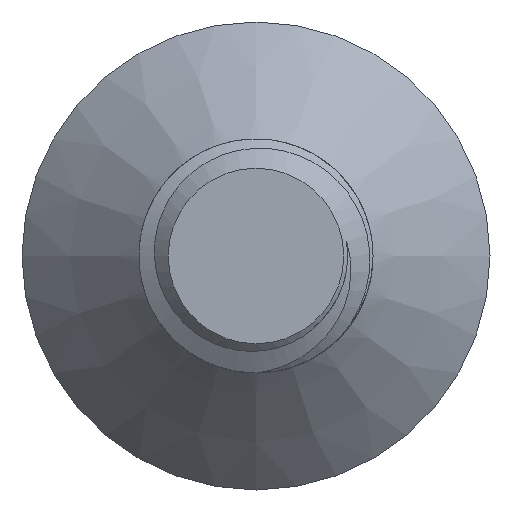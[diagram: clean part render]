
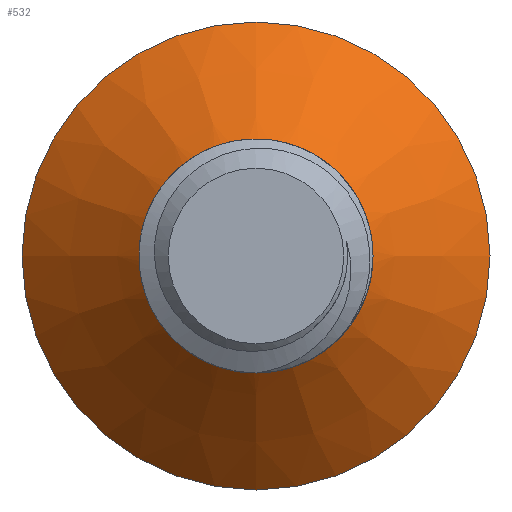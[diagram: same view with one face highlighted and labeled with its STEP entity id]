
A CAD part, left-side view. The second image highlights one B-rep face of the part: STEP entity #532.
In plain terms, the highlighted conical face has half-angle 45 degrees and reference radius 3 mm.
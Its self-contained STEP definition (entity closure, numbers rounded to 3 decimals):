
#38=CONICAL_SURFACE('',#584,3.,0.785);
#58=FACE_OUTER_BOUND('',#92,.T.);
#92=EDGE_LOOP('',(#394,#395,#396,#397,#398,#399,#400,#401));
#114=CIRCLE('',#569,3.);
#117=CIRCLE('',#585,6.);
#118=CIRCLE('',#586,2.35);
#151=B_SPLINE_CURVE_WITH_KNOTS('',3,(#1585,#1586,#1587,#1588,#1589,#1590,
#1591,#1592,#1593,#1594,#1595,#1596,#1597,#1598,#1599,#1600,#1601,#1602,
#1603,#1604,#1605,#1606,#1607,#1608),.UNSPECIFIED.,.F.,.F.,(4,2,2,2,2,2,
2,2,2,2,2,4),(0.387,0.399,0.432,0.47,
0.511,0.558,0.609,0.665,
0.726,0.755,0.801,0.846),
 .UNSPECIFIED.);
#152=B_SPLINE_CURVE_WITH_KNOTS('',3,(#1610,#1611,#1612,#1613,#1614,#1615,
#1616,#1617,#1618,#1619,#1620,#1621,#1622,#1623),.UNSPECIFIED.,.F.,.F.,
(4,2,2,2,2,2,4),(0.,0.083,0.149,
0.217,0.252,0.306,0.356),
 .UNSPECIFIED.);
#153=B_SPLINE_CURVE_WITH_KNOTS('',3,(#1626,#1627,#1628,#1629,#1630,#1631,
#1632,#1633,#1634,#1635,#1636,#1637,#1638,#1639,#1640,#1641,#1642,#1643,
#1644,#1645),.UNSPECIFIED.,.F.,.F.,(4,2,2,2,2,2,2,2,2,4),(0.,
0.055,0.102,0.165,0.225,
0.275,0.314,0.352,0.383,
0.387),.UNSPECIFIED.);
#173=LINE('',#1584,#200);
#200=VECTOR('',#666,3.);
#217=VERTEX_POINT('',#743);
#218=VERTEX_POINT('',#756);
#245=VERTEX_POINT('',#1581);
#246=VERTEX_POINT('',#1583);
#247=VERTEX_POINT('',#1609);
#248=VERTEX_POINT('',#1624);
#266=EDGE_CURVE('',#218,#217,#114,.T.);
#304=EDGE_CURVE('',#245,#245,#117,.T.);
#305=EDGE_CURVE('',#245,#246,#173,.T.);
#306=EDGE_CURVE('',#246,#218,#151,.T.);
#307=EDGE_CURVE('',#217,#247,#152,.T.);
#308=EDGE_CURVE('',#247,#248,#118,.T.);
#309=EDGE_CURVE('',#248,#246,#153,.T.);
#394=ORIENTED_EDGE('',*,*,#304,.F.);
#395=ORIENTED_EDGE('',*,*,#305,.T.);
#396=ORIENTED_EDGE('',*,*,#306,.T.);
#397=ORIENTED_EDGE('',*,*,#266,.T.);
#398=ORIENTED_EDGE('',*,*,#307,.T.);
#399=ORIENTED_EDGE('',*,*,#308,.T.);
#400=ORIENTED_EDGE('',*,*,#309,.T.);
#401=ORIENTED_EDGE('',*,*,#305,.F.);
#532=ADVANCED_FACE('',(#58),#38,.T.);
#569=AXIS2_PLACEMENT_3D('',#757,#621,#622);
#584=AXIS2_PLACEMENT_3D('',#1580,#662,#663);
#585=AXIS2_PLACEMENT_3D('',#1582,#664,#665);
#586=AXIS2_PLACEMENT_3D('',#1625,#667,#668);
#621=DIRECTION('center_axis',(0.,0.,1.));
#622=DIRECTION('ref_axis',(0.,-1.,0.));
#662=DIRECTION('center_axis',(0.,0.,1.));
#663=DIRECTION('ref_axis',(0.,-1.,0.));
#664=DIRECTION('center_axis',(0.,0.,1.));
#665=DIRECTION('ref_axis',(0.,-1.,0.));
#666=DIRECTION('',(0.,-0.707,-0.707));
#667=DIRECTION('center_axis',(0.,0.,1.));
#668=DIRECTION('ref_axis',(1.,0.,0.));
#743=CARTESIAN_POINT('',(2.851,-0.933,-3.3));
#756=CARTESIAN_POINT('',(1.357,-2.676,-3.3));
#757=CARTESIAN_POINT('Origin',(0.,0.,-3.3));
#1580=CARTESIAN_POINT('Origin',(0.,0.,-3.3));
#1581=CARTESIAN_POINT('',(0.,6.,-0.3));
#1582=CARTESIAN_POINT('Origin',(0.,0.,-0.3));
#1583=CARTESIAN_POINT('',(0.,2.635,-3.665));
#1584=CARTESIAN_POINT('',(0.,3.,-3.3));
#1585=CARTESIAN_POINT('Ctrl Pts',(0.,2.635,
-3.665));
#1586=CARTESIAN_POINT('Ctrl Pts',(-0.128,2.64,-3.66));
#1587=CARTESIAN_POINT('Ctrl Pts',(-0.256,2.636,-3.655));
#1588=CARTESIAN_POINT('Ctrl Pts',(-0.724,2.585,-3.637));
#1589=CARTESIAN_POINT('Ctrl Pts',(-1.055,2.483,-3.624));
#1590=CARTESIAN_POINT('Ctrl Pts',(-1.703,2.136,-3.596));
#1591=CARTESIAN_POINT('Ctrl Pts',(-1.974,1.894,-3.584));
#1592=CARTESIAN_POINT('Ctrl Pts',(-2.4,1.371,-3.559));
#1593=CARTESIAN_POINT('Ctrl Pts',(-2.568,1.057,-3.545));
#1594=CARTESIAN_POINT('Ctrl Pts',(-2.791,0.338,-3.517));
#1595=CARTESIAN_POINT('Ctrl Pts',(-2.815,-0.034,
-3.505));
#1596=CARTESIAN_POINT('Ctrl Pts',(-2.748,-0.729,
-3.48));
#1597=CARTESIAN_POINT('Ctrl Pts',(-2.644,-1.079,-3.467));
#1598=CARTESIAN_POINT('Ctrl Pts',(-2.29,-1.762,-3.439));
#1599=CARTESIAN_POINT('Ctrl Pts',(-2.041,-2.053,-3.427));
#1600=CARTESIAN_POINT('Ctrl Pts',(-1.487,-2.515,-3.402));
#1601=CARTESIAN_POINT('Ctrl Pts',(-1.159,-2.697,-3.388));
#1602=CARTESIAN_POINT('Ctrl Pts',(-0.632,-2.868,
-3.369));
#1603=CARTESIAN_POINT('Ctrl Pts',(-0.453,-2.908,
-3.363));
#1604=CARTESIAN_POINT('Ctrl Pts',(0.01,-2.967,
-3.347));
#1605=CARTESIAN_POINT('Ctrl Pts',(0.296,-2.961,-3.338));
#1606=CARTESIAN_POINT('Ctrl Pts',(0.845,-2.872,-3.319));
#1607=CARTESIAN_POINT('Ctrl Pts',(1.108,-2.791,-3.309));
#1608=CARTESIAN_POINT('Ctrl Pts',(1.357,-2.676,-3.3));
#1609=CARTESIAN_POINT('',(-1.057,-2.099,-3.95));
#1610=CARTESIAN_POINT('Ctrl Pts',(2.851,-0.933,-3.3));
#1611=CARTESIAN_POINT('Ctrl Pts',(2.734,-1.18,-3.335));
#1612=CARTESIAN_POINT('Ctrl Pts',(2.582,-1.409,-3.371));
#1613=CARTESIAN_POINT('Ctrl Pts',(2.257,-1.779,-3.435));
#1614=CARTESIAN_POINT('Ctrl Pts',(2.05,-1.978,-3.47));
#1615=CARTESIAN_POINT('Ctrl Pts',(1.495,-2.325,-3.556));
#1616=CARTESIAN_POINT('Ctrl Pts',(1.185,-2.446,-3.602));
#1617=CARTESIAN_POINT('Ctrl Pts',(0.691,-2.539,-3.674));
#1618=CARTESIAN_POINT('Ctrl Pts',(0.517,-2.554,-3.699));
#1619=CARTESIAN_POINT('Ctrl Pts',(0.078,-2.55,
-3.762));
#1620=CARTESIAN_POINT('Ctrl Pts',(-0.177,-2.51,-3.797));
#1621=CARTESIAN_POINT('Ctrl Pts',(-0.65,-2.35,-3.873));
#1622=CARTESIAN_POINT('Ctrl Pts',(-0.864,-2.24,
-3.911));
#1623=CARTESIAN_POINT('Ctrl Pts',(-1.057,-2.099,-3.95));
#1624=CARTESIAN_POINT('',(0.737,-2.232,-3.95));
#1625=CARTESIAN_POINT('Origin',(0.,0.,-3.95));
#1626=CARTESIAN_POINT('Ctrl Pts',(0.737,-2.232,-3.95));
#1627=CARTESIAN_POINT('Ctrl Pts',(0.915,-2.182,-3.941));
#1628=CARTESIAN_POINT('Ctrl Pts',(1.086,-2.111,-3.933));
#1629=CARTESIAN_POINT('Ctrl Pts',(1.382,-1.945,-3.919));
#1630=CARTESIAN_POINT('Ctrl Pts',(1.544,-1.838,-3.911));
#1631=CARTESIAN_POINT('Ctrl Pts',(1.949,-1.456,-3.888));
#1632=CARTESIAN_POINT('Ctrl Pts',(2.137,-1.191,-3.875));
#1633=CARTESIAN_POINT('Ctrl Pts',(2.39,-0.623,-3.848));
#1634=CARTESIAN_POINT('Ctrl Pts',(2.461,-0.328,-3.836));
#1635=CARTESIAN_POINT('Ctrl Pts',(2.489,0.227,-3.814));
#1636=CARTESIAN_POINT('Ctrl Pts',(2.466,0.574,-3.8));
#1637=CARTESIAN_POINT('Ctrl Pts',(2.223,1.245,-3.771));
#1638=CARTESIAN_POINT('Ctrl Pts',(2.064,1.516,-3.758));
#1639=CARTESIAN_POINT('Ctrl Pts',(1.663,1.975,-3.735));
#1640=CARTESIAN_POINT('Ctrl Pts',(1.393,2.204,-3.722));
#1641=CARTESIAN_POINT('Ctrl Pts',(0.755,2.515,-3.694));
#1642=CARTESIAN_POINT('Ctrl Pts',(0.442,2.602,-3.681));
#1643=CARTESIAN_POINT('Ctrl Pts',(0.081,2.632,-3.667));
#1644=CARTESIAN_POINT('Ctrl Pts',(0.04,2.634,-3.666));
#1645=CARTESIAN_POINT('Ctrl Pts',(0.,2.635,
-3.665));
